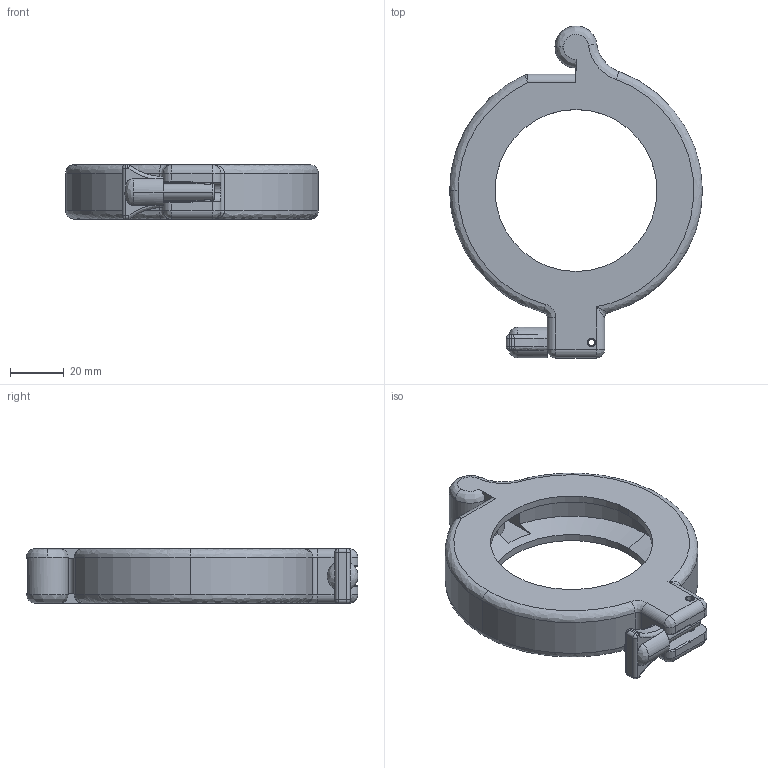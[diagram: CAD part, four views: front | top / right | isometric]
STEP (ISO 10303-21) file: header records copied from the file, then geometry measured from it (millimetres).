
FILE_DESCRIPTION (( 'STEP AP214' ), '1' );
FILE_NAME ('130BSR050.step', '2017-07-06T09:10:13', ( 'install' ), ( '' ), 'SwSTEP 2.0', 'SolidWorks 2015', '' );
FILE_SCHEMA (( 'AUTOMOTIVE_DESIGN' ));
Length unit declared in the file: inch
Products named in the file (1): 130BSR050
Bounding box: 93.98 x 123.38 x 20.32 mm (x, y, z)
Volume: 67118.6 mm3; surface area: 25935.3 mm2
Topology: 1 solids, 2 shells, 164 faces, 427 edges, 247 vertices
Faces by surface type: cylinder 74, plane 42, bspline 38, cone 10
Entity records: 5912 total; most frequent: CARTESIAN_POINT 2095, ORIENTED_EDGE 826, DIRECTION 781, EDGE_CURVE 413, AXIS2_PLACEMENT_3D 301, VERTEX_POINT 247, VECTOR 179, LINE 179
